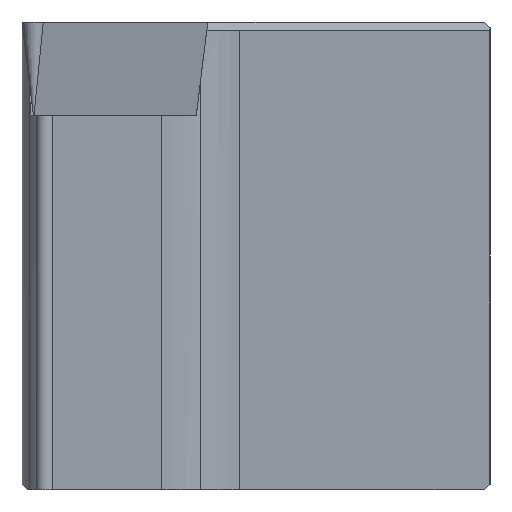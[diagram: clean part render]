
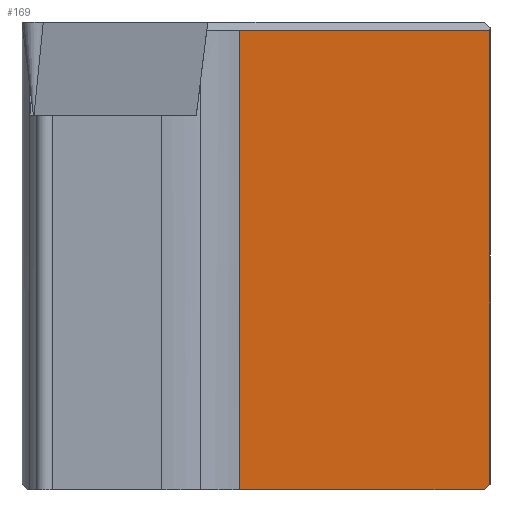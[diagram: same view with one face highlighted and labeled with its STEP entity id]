
A CAD part, left-side view. The second image highlights one B-rep face of the part: STEP entity #169.
In plain terms, the highlighted planar face has unit normal (-0.574, -0.819, 0).
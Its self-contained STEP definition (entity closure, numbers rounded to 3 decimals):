
#169=ADVANCED_FACE('',(#238),#202,.F.);
#202=PLANE('',#798);
#238=FACE_OUTER_BOUND('',#276,.T.);
#276=EDGE_LOOP('',(#410,#411,#412,#413,#414));
#410=ORIENTED_EDGE('',*,*,#556,.F.);
#411=ORIENTED_EDGE('',*,*,#574,.F.);
#412=ORIENTED_EDGE('',*,*,#591,.T.);
#413=ORIENTED_EDGE('',*,*,#537,.F.);
#414=ORIENTED_EDGE('',*,*,#527,.F.);
#469=VERTEX_POINT('',#1007);
#471=VERTEX_POINT('',#1011);
#472=VERTEX_POINT('',#1015);
#498=VERTEX_POINT('',#1072);
#501=VERTEX_POINT('',#1106);
#527=EDGE_CURVE('',#471,#469,#617,.T.);
#537=EDGE_CURVE('',#469,#472,#622,.T.);
#556=EDGE_CURVE('',#498,#471,#641,.T.);
#574=EDGE_CURVE('',#501,#498,#657,.T.);
#591=EDGE_CURVE('',#501,#472,#667,.T.);
#617=LINE('',#1012,#688);
#622=LINE('',#1032,#693);
#641=LINE('',#1073,#712);
#657=LINE('',#1107,#728);
#667=LINE('',#1140,#738);
#688=VECTOR('',#820,1.);
#693=VECTOR('',#837,1.);
#712=VECTOR('',#864,1.);
#728=VECTOR('',#910,1.);
#738=VECTOR('',#948,1.);
#798=AXIS2_PLACEMENT_3D('',#1143,#953,#954);
#820=DIRECTION('',(-0.711,0.498,-0.498));
#837=DIRECTION('',(-0.819,0.574,0.));
#864=DIRECTION('',(0.,0.,-1.));
#910=DIRECTION('',(0.819,-0.574,0.));
#948=DIRECTION('',(0.,0.,-1.));
#953=DIRECTION('',(0.574,0.819,0.));
#954=DIRECTION('',(0.819,-0.574,0.));
#1007=CARTESIAN_POINT('',(21.696,-15.8,-16.));
#1011=CARTESIAN_POINT('',(21.982,-16.,-15.8));
#1012=CARTESIAN_POINT('',(4.22,-3.563,-28.237));
#1015=CARTESIAN_POINT('',(9.747,-7.433,-16.));
#1032=CARTESIAN_POINT('',(9.747,-7.433,-16.));
#1072=CARTESIAN_POINT('',(21.982,-16.,-0.3));
#1073=CARTESIAN_POINT('',(21.982,-16.,-40.));
#1106=CARTESIAN_POINT('',(9.747,-7.433,-0.3));
#1107=CARTESIAN_POINT('',(9.747,-7.433,-0.3));
#1140=CARTESIAN_POINT('',(9.747,-7.433,-40.));
#1143=CARTESIAN_POINT('',(9.747,-7.433,-40.));
